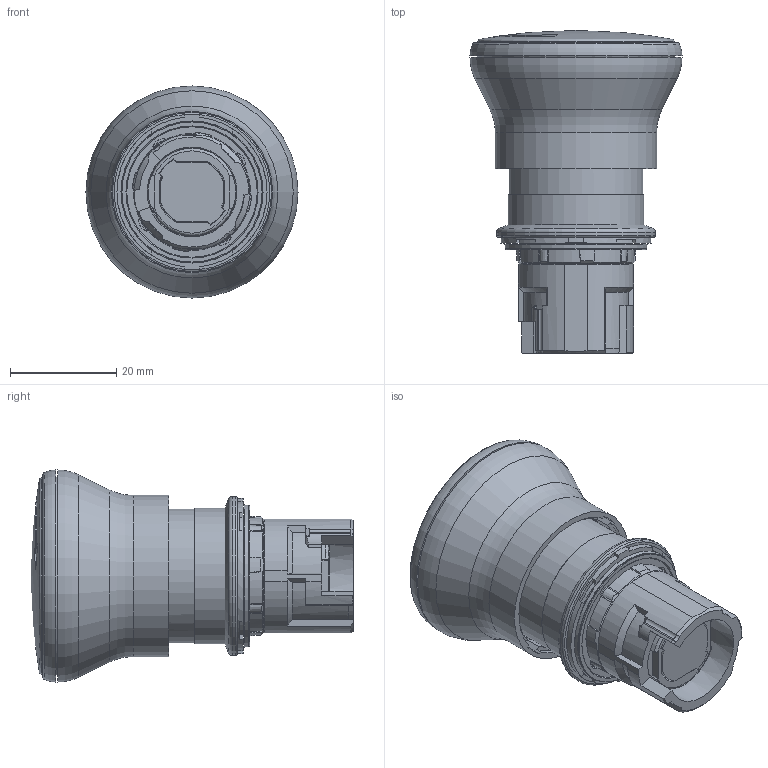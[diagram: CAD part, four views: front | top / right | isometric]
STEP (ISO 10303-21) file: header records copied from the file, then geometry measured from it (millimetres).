
FILE_DESCRIPTION(/* description */ (''),/* implementation_level */ '2;1');
FILE_NAME(/* name */ 'FILE_STP_CAD_DRAWING_LPSB6644_CATALOG_prt.stp',/* time_stamp */ '2020-10-16T13:35:13+02:00',/* author */ (''),/* organization */ (''),/* preprocessor_version */ 'ST-DEVELOPER v16.7',/* originating_system */ 'SIEMENS PLM Software NX 12.0',/* authorisation */ '');
FILE_SCHEMA (('AUTOMOTIVE_DESIGN { 1 0 10303 214 3 1 1 1 }'));
Length unit declared in the file: millimetre
Products named in the file (1): LPSB6644_CATALOG
Bounding box: 40 x 60.9 x 40 mm (x, y, z)
Surface area: 12315.5 mm2 (no closed solid volume)
Topology: 0 solids, 8 shells, 312 faces, 998 edges, 696 vertices
Faces by surface type: plane 120, cone 78, cylinder 77, torus 19, bspline 15, sphere 3
Full cylindrical faces by diameter (mm): 10.6 x1, 25.3 x1, 25.6 x1, 26.4 x1, 30 x1, 30.4 x1, 37 x1
Entity records: 12455 total; most frequent: CARTESIAN_POINT 3913, DIRECTION 1772, ORIENTED_EDGE 1688, EDGE_CURVE 964, AXIS2_PLACEMENT_3D 708, VERTEX_POINT 685, CIRCLE 375, LINE 356
